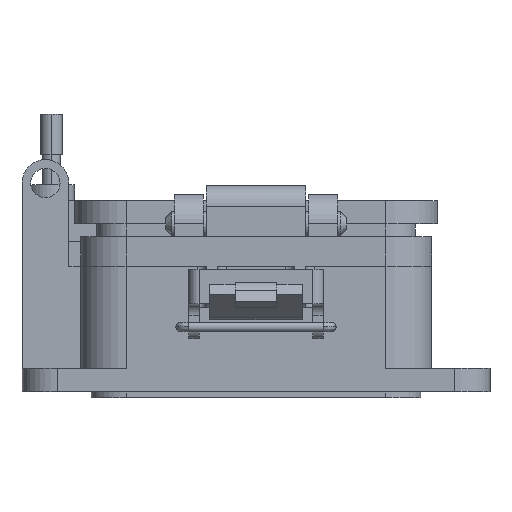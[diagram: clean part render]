
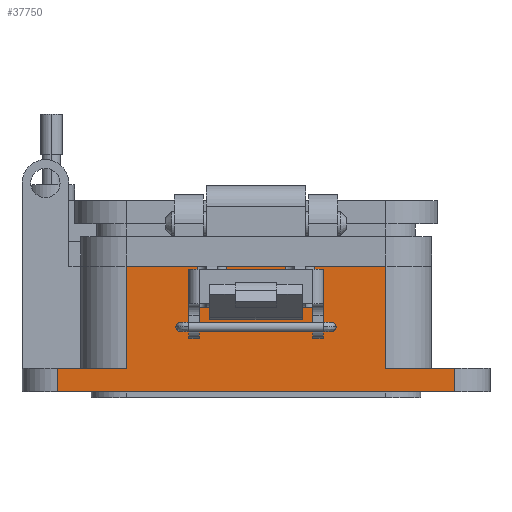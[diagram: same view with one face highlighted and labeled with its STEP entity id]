
A CAD part, front view. The second image highlights one B-rep face of the part: STEP entity #37750.
In plain terms, the highlighted planar face has unit normal (0, -1, 0).
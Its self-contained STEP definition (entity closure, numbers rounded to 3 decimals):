
#41 = DIRECTION ( 'NONE',  ( 1., 0., 0. ) ) ;
#527 = DIRECTION ( 'NONE',  ( 0., 0., -1. ) ) ;
#689 = CARTESIAN_POINT ( 'NONE',  ( -10.071, -15.056, -28.704 ) ) ;
#745 = VERTEX_POINT ( 'NONE', #10842 ) ;
#1053 = EDGE_CURVE ( 'NONE', #25047, #745, #3850, .T. ) ;
#1879 = ORIENTED_EDGE ( 'NONE', *, *, #23047, .T. ) ;
#2259 = CARTESIAN_POINT ( 'NONE',  ( 10.071, -15.056, -28.704 ) ) ;
#2339 = VECTOR ( 'NONE', #9748, 1000. ) ;
#2451 = LINE ( 'NONE', #13685, #2339 ) ;
#2774 = CARTESIAN_POINT ( 'NONE',  ( 5.036, -15.056, -21.654 ) ) ;
#3074 = ORIENTED_EDGE ( 'NONE', *, *, #25854, .T. ) ;
#3099 = CARTESIAN_POINT ( 'NONE',  ( 22.358, -15.056, -21.654 ) ) ;
#3419 = VERTEX_POINT ( 'NONE', #3099 ) ;
#3850 = LINE ( 'NONE', #2774, #4146 ) ;
#4146 = VECTOR ( 'NONE', #9843, 1000. ) ;
#4653 = CARTESIAN_POINT ( 'NONE',  ( -34.243, -15.056, -39.279 ) ) ;
#4902 = VERTEX_POINT ( 'NONE', #47314 ) ;
#5603 = AXIS2_PLACEMENT_3D ( 'NONE', #33094, #44775, #26255 ) ;
#6254 = VERTEX_POINT ( 'NONE', #689 ) ;
#6791 = ORIENTED_EDGE ( 'NONE', *, *, #40943, .F. ) ;
#7352 = EDGE_CURVE ( 'NONE', #745, #28289, #28016, .T. ) ;
#8355 = ORIENTED_EDGE ( 'NONE', *, *, #35578, .T. ) ;
#9159 = EDGE_CURVE ( 'NONE', #33614, #37810, #21092, .T. ) ;
#9640 = CARTESIAN_POINT ( 'NONE',  ( 10.071, -15.056, -21.654 ) ) ;
#9748 = DIRECTION ( 'NONE',  ( -1., 0., 0. ) ) ;
#9768 = LINE ( 'NONE', #10024, #12539 ) ;
#9843 = DIRECTION ( 'NONE',  ( 0., 0., 1. ) ) ;
#10024 = CARTESIAN_POINT ( 'NONE',  ( -5.036, -15.056, -21.654 ) ) ;
#10088 = EDGE_CURVE ( 'NONE', #13773, #25047, #42316, .T. ) ;
#10331 = CARTESIAN_POINT ( 'NONE',  ( 34.243, -15.056, -43.307 ) ) ;
#10368 = DIRECTION ( 'NONE',  ( 0., 0., 1. ) ) ;
#10497 = CARTESIAN_POINT ( 'NONE',  ( -10.071, -15.056, -21.654 ) ) ;
#10507 = EDGE_CURVE ( 'NONE', #11577, #33614, #36915, .T. ) ;
#10509 = CARTESIAN_POINT ( 'NONE',  ( 34.243, -15.056, -39.279 ) ) ;
#10635 = CARTESIAN_POINT ( 'NONE',  ( -5.036, -15.056, -28.704 ) ) ;
#10842 = CARTESIAN_POINT ( 'NONE',  ( 5.036, -15.056, -21.654 ) ) ;
#11182 = VECTOR ( 'NONE', #39139, 1000. ) ;
#11577 = VERTEX_POINT ( 'NONE', #41804 ) ;
#12150 = VECTOR ( 'NONE', #32367, 1000. ) ;
#12539 = VECTOR ( 'NONE', #32255, 1000. ) ;
#13118 = VERTEX_POINT ( 'NONE', #21010 ) ;
#13337 = LINE ( 'NONE', #21155, #37562 ) ;
#13597 = DIRECTION ( 'NONE',  ( -1., 0., 0. ) ) ;
#13685 = CARTESIAN_POINT ( 'NONE',  ( 10.071, -15.056, -39.279 ) ) ;
#13773 = VERTEX_POINT ( 'NONE', #2259 ) ;
#14695 = VERTEX_POINT ( 'NONE', #28981 ) ;
#14942 = CARTESIAN_POINT ( 'NONE',  ( 0., -15.056, -43.307 ) ) ;
#15267 = CARTESIAN_POINT ( 'NONE',  ( 10.071, -15.056, -21.654 ) ) ;
#15349 = VECTOR ( 'NONE', #30151, 1000. ) ;
#17100 = CARTESIAN_POINT ( 'NONE',  ( 5.036, -15.056, -28.704 ) ) ;
#17415 = ORIENTED_EDGE ( 'NONE', *, *, #32737, .T. ) ;
#17496 = ORIENTED_EDGE ( 'NONE', *, *, #1053, .T. ) ;
#17866 = ORIENTED_EDGE ( 'NONE', *, *, #10088, .T. ) ;
#18110 = LINE ( 'NONE', #10497, #45576 ) ;
#20152 = CARTESIAN_POINT ( 'NONE',  ( -34.243, -15.056, -43.307 ) ) ;
#20763 = DIRECTION ( 'NONE',  ( 0., 0., -1. ) ) ;
#20956 = VERTEX_POINT ( 'NONE', #24749 ) ;
#21010 = CARTESIAN_POINT ( 'NONE',  ( 10.071, -15.056, -21.654 ) ) ;
#21092 = LINE ( 'NONE', #21316, #11182 ) ;
#21155 = CARTESIAN_POINT ( 'NONE',  ( 22.358, -15.056, -21.654 ) ) ;
#21316 = CARTESIAN_POINT ( 'NONE',  ( -34.243, -15.056, -21.654 ) ) ;
#21824 = CARTESIAN_POINT ( 'NONE',  ( 10.071, -15.056, -39.279 ) ) ;
#23047 = EDGE_CURVE ( 'NONE', #3419, #13118, #33810, .T. ) ;
#23124 = VECTOR ( 'NONE', #13597, 1000. ) ;
#23142 = ORIENTED_EDGE ( 'NONE', *, *, #37561, .T. ) ;
#23744 = VECTOR ( 'NONE', #26956, 1000. ) ;
#24749 = CARTESIAN_POINT ( 'NONE',  ( 22.358, -15.056, -39.279 ) ) ;
#25047 = VERTEX_POINT ( 'NONE', #17100 ) ;
#25320 = VECTOR ( 'NONE', #32791, 1000. ) ;
#25854 = EDGE_CURVE ( 'NONE', #13118, #13773, #35786, .T. ) ;
#26170 = LINE ( 'NONE', #41311, #46211 ) ;
#26231 = DIRECTION ( 'NONE',  ( -1., 0., 0. ) ) ;
#26255 = DIRECTION ( 'NONE',  ( 1., 0., 0. ) ) ;
#26956 = DIRECTION ( 'NONE',  ( -1., 0., 0. ) ) ;
#27171 = LINE ( 'NONE', #34477, #34833 ) ;
#27475 = ORIENTED_EDGE ( 'NONE', *, *, #10507, .T. ) ;
#27896 = VECTOR ( 'NONE', #20763, 1000. ) ;
#28016 = LINE ( 'NONE', #31191, #23124 ) ;
#28289 = VERTEX_POINT ( 'NONE', #39478 ) ;
#28434 = VERTEX_POINT ( 'NONE', #10635 ) ;
#28909 = ORIENTED_EDGE ( 'NONE', *, *, #39707, .T. ) ;
#28981 = CARTESIAN_POINT ( 'NONE',  ( -10.071, -15.056, -21.654 ) ) ;
#29896 = FACE_OUTER_BOUND ( 'NONE', #37957, .T. ) ;
#30151 = DIRECTION ( 'NONE',  ( -1., 0., 0. ) ) ;
#30546 = VECTOR ( 'NONE', #41, 1000. ) ;
#31191 = CARTESIAN_POINT ( 'NONE',  ( 10.071, -15.056, -21.654 ) ) ;
#31976 = LINE ( 'NONE', #46611, #27896 ) ;
#32255 = DIRECTION ( 'NONE',  ( 0., 0., -1. ) ) ;
#32367 = DIRECTION ( 'NONE',  ( 0., 0., -1. ) ) ;
#32737 = EDGE_CURVE ( 'NONE', #4902, #11577, #31976, .T. ) ;
#32791 = DIRECTION ( 'NONE',  ( -1., 0., 0. ) ) ;
#33094 = CARTESIAN_POINT ( 'NONE',  ( 10.071, -15.056, -21.654 ) ) ;
#33614 = VERTEX_POINT ( 'NONE', #4653 ) ;
#33810 = LINE ( 'NONE', #15267, #15349 ) ;
#34477 = CARTESIAN_POINT ( 'NONE',  ( 10.071, -15.056, -21.654 ) ) ;
#34833 = VECTOR ( 'NONE', #38627, 1000. ) ;
#35168 = VECTOR ( 'NONE', #26231, 1000. ) ;
#35578 = EDGE_CURVE ( 'NONE', #46346, #20956, #2451, .T. ) ;
#35786 = LINE ( 'NONE', #9640, #12150 ) ;
#36915 = LINE ( 'NONE', #21824, #25320 ) ;
#37561 = EDGE_CURVE ( 'NONE', #20956, #3419, #13337, .T. ) ;
#37562 = VECTOR ( 'NONE', #10368, 1000. ) ;
#37750 = ADVANCED_FACE ( 'NONE', ( #29896 ), #41615, .T. ) ;
#37810 = VERTEX_POINT ( 'NONE', #20152 ) ;
#37957 = EDGE_LOOP ( 'NONE', ( #1879, #3074, #17866, #17496, #44292, #48135, #46310, #44189, #46207, #17415, #27475, #46025, #28909, #6791, #8355, #23142 ) ) ;
#38177 = EDGE_CURVE ( 'NONE', #28289, #28434, #9768, .T. ) ;
#38627 = DIRECTION ( 'NONE',  ( -1., 0., 0. ) ) ;
#39139 = DIRECTION ( 'NONE',  ( 0., 0., -1. ) ) ;
#39445 = EDGE_CURVE ( 'NONE', #28434, #6254, #40868, .T. ) ;
#39478 = CARTESIAN_POINT ( 'NONE',  ( -5.036, -15.056, -21.654 ) ) ;
#39707 = EDGE_CURVE ( 'NONE', #37810, #46960, #43504, .T. ) ;
#40067 = DIRECTION ( 'NONE',  ( 0., 0., 1. ) ) ;
#40868 = LINE ( 'NONE', #44755, #35168 ) ;
#40943 = EDGE_CURVE ( 'NONE', #46346, #46960, #26170, .T. ) ;
#41311 = CARTESIAN_POINT ( 'NONE',  ( 34.243, -15.056, -43.307 ) ) ;
#41615 = PLANE ( 'NONE',  #5603 ) ;
#41804 = CARTESIAN_POINT ( 'NONE',  ( -22.358, -15.056, -39.279 ) ) ;
#42316 = LINE ( 'NONE', #42563, #23744 ) ;
#42563 = CARTESIAN_POINT ( 'NONE',  ( 10.071, -15.056, -28.704 ) ) ;
#43504 = LINE ( 'NONE', #14942, #30546 ) ;
#44189 = ORIENTED_EDGE ( 'NONE', *, *, #45238, .T. ) ;
#44292 = ORIENTED_EDGE ( 'NONE', *, *, #7352, .T. ) ;
#44755 = CARTESIAN_POINT ( 'NONE',  ( 10.071, -15.056, -28.704 ) ) ;
#44775 = DIRECTION ( 'NONE',  ( 0., -1., 0. ) ) ;
#45238 = EDGE_CURVE ( 'NONE', #6254, #14695, #18110, .T. ) ;
#45576 = VECTOR ( 'NONE', #40067, 1000. ) ;
#46014 = EDGE_CURVE ( 'NONE', #14695, #4902, #27171, .T. ) ;
#46025 = ORIENTED_EDGE ( 'NONE', *, *, #9159, .T. ) ;
#46207 = ORIENTED_EDGE ( 'NONE', *, *, #46014, .T. ) ;
#46211 = VECTOR ( 'NONE', #527, 1000. ) ;
#46310 = ORIENTED_EDGE ( 'NONE', *, *, #39445, .T. ) ;
#46346 = VERTEX_POINT ( 'NONE', #10509 ) ;
#46611 = CARTESIAN_POINT ( 'NONE',  ( -22.358, -15.056, -21.654 ) ) ;
#46960 = VERTEX_POINT ( 'NONE', #10331 ) ;
#47314 = CARTESIAN_POINT ( 'NONE',  ( -22.358, -15.056, -21.654 ) ) ;
#48135 = ORIENTED_EDGE ( 'NONE', *, *, #38177, .T. ) ;
